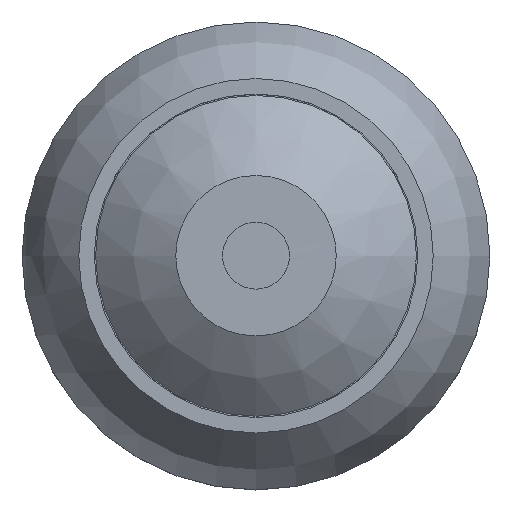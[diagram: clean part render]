
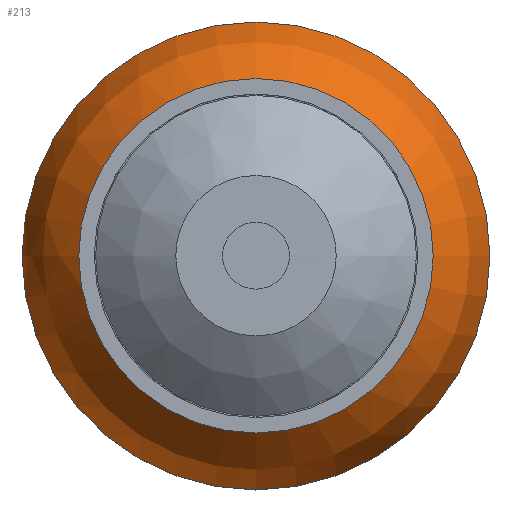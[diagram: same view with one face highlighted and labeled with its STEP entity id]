
A CAD part, top view. The second image highlights one B-rep face of the part: STEP entity #213.
In plain terms, the highlighted free-form (B-spline) face has degree [2, 2] with [3, 9] control points.
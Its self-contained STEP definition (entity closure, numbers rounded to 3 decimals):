
#152=CARTESIAN_POINT('',(-8.75,0.,1.5));
#153=VERTEX_POINT('',#152);
#154=CARTESIAN_POINT('',(0.0,0.0,1.5));
#155=DIRECTION('',(0.0,0.0,-1.0));
#156=DIRECTION('',(-1.0,0.0,0.0));
#157=AXIS2_PLACEMENT_3D('',#154,#155,#156);
#158=CIRCLE('',#157,8.75);
#159=EDGE_CURVE('',#153,#153,#158,.T.);
#164=CARTESIAN_POINT('',(6.63,0.,5.));
#165=CARTESIAN_POINT('',(8.316,0.,3.629));
#166=CARTESIAN_POINT('',(8.75,0.,1.5));
#167=CARTESIAN_POINT('',(6.63,6.63,5.));
#168=CARTESIAN_POINT('',(8.316,8.316,3.629));
#169=CARTESIAN_POINT('',(8.75,8.75,1.5));
#170=CARTESIAN_POINT('',(0.,6.63,5.));
#171=CARTESIAN_POINT('',(0.,8.316,3.629));
#172=CARTESIAN_POINT('',(0.,8.75,1.5));
#173=CARTESIAN_POINT('',(-6.63,6.63,5.));
#174=CARTESIAN_POINT('',(-8.316,8.316,3.629));
#175=CARTESIAN_POINT('',(-8.75,8.75,1.5));
#176=CARTESIAN_POINT('',(-6.63,0.,5.));
#177=CARTESIAN_POINT('',(-8.316,0.,3.629));
#178=CARTESIAN_POINT('',(-8.75,0.,1.5));
#179=CARTESIAN_POINT('',(-6.63,-6.63,5.));
#180=CARTESIAN_POINT('',(-8.316,-8.316,3.629));
#181=CARTESIAN_POINT('',(-8.75,-8.75,1.5));
#182=CARTESIAN_POINT('',(0.,-6.63,5.));
#183=CARTESIAN_POINT('',(0.,-8.316,3.629));
#184=CARTESIAN_POINT('',(0.,-8.75,1.5));
#185=CARTESIAN_POINT('',(6.63,-6.63,5.));
#186=CARTESIAN_POINT('',(8.316,-8.316,3.629));
#187=CARTESIAN_POINT('',(8.75,-8.75,1.5));
#188=CARTESIAN_POINT('',(6.63,0.,5.));
#189=CARTESIAN_POINT('',(8.316,0.,3.629));
#190=CARTESIAN_POINT('',(8.75,0.,1.5));
#198=(BOUNDED_SURFACE()B_SPLINE_SURFACE(2,2,((#164,#167,#170,#173,#176,#179,#182,#185,#188),(#165,#168,#171,#174,#177,#180,#183,#186,#189),(#166,#169,#172,#175,#178,#181,#184,#187,#190)),.UNSPECIFIED.,.F.,.T.,.U.)B_SPLINE_SURFACE_WITH_KNOTS((3,3),(3,2,2,2,3),(-0.888,-0.201),(0.0,1.571,3.142,4.712,6.283),.UNSPECIFIED.)GEOMETRIC_REPRESENTATION_ITEM()RATIONAL_B_SPLINE_SURFACE(((1.0,0.707,1.0,0.707,1.0,0.707,1.0,0.707,1.0),(0.942,0.666,0.942,0.666,0.942,0.666,0.942,0.666,0.942),(1.0,0.707,1.0,0.707,1.0,0.707,1.0,0.707,1.0)))REPRESENTATION_ITEM('')SURFACE());
#199=ORIENTED_EDGE('',*,*,#159,.F.);
#200=EDGE_LOOP('',(#199));
#201=FACE_OUTER_BOUND('',#200,.T.);
#202=CARTESIAN_POINT('',(-6.63,0.,5.));
#203=VERTEX_POINT('',#202);
#204=CARTESIAN_POINT('',(0.0,0.0,5.));
#205=DIRECTION('',(0.0,0.0,-1.0));
#206=DIRECTION('',(-1.0,0.0,0.0));
#207=AXIS2_PLACEMENT_3D('',#204,#205,#206);
#208=CIRCLE('',#207,6.63);
#209=EDGE_CURVE('',#203,#203,#208,.T.);
#210=ORIENTED_EDGE('',*,*,#209,.T.);
#211=EDGE_LOOP('',(#210));
#212=FACE_BOUND('',#211,.T.);
#213=ADVANCED_FACE('',(#201,#212),#198,.T.);
